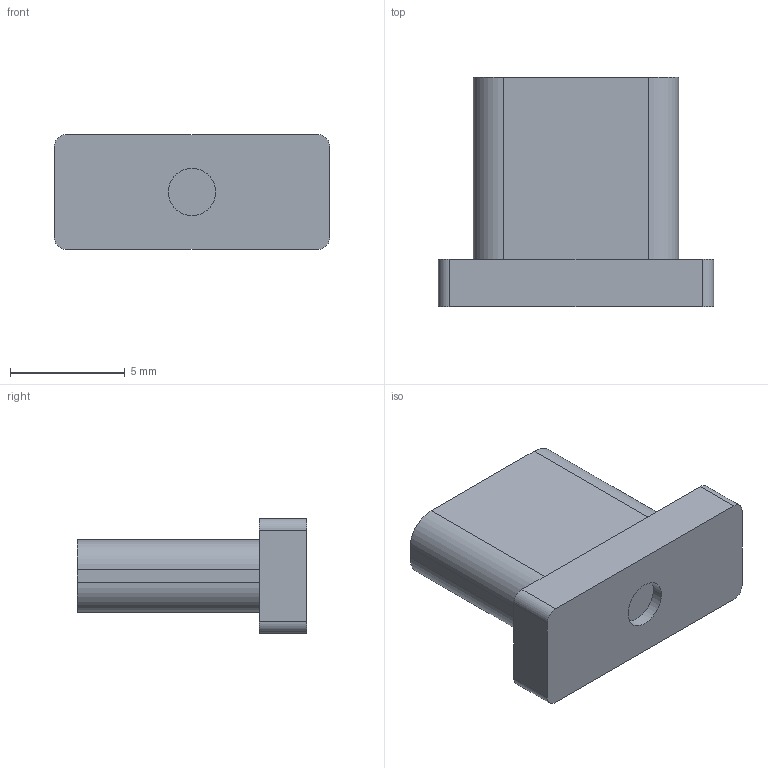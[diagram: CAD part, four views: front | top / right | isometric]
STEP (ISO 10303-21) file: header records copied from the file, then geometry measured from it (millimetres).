
FILE_DESCRIPTION(('FreeCAD Model'),'2;1');
FILE_NAME('Open CASCADE Shape Model','2024-05-30T13:24:26',(''),(''), 'Open CASCADE STEP processor 7.6','FreeCAD','Unknown');
FILE_SCHEMA(('AUTOMOTIVE_DESIGN_CC2 { 1 2 10303 214 -1 1 5 4 }'));
Length unit declared in the file: millimetre
Products named in the file (4): Part; Body; Body001; Body002
Assembly tree (3 placements, depth 2):
  Part
    Body
    Body001
    Body002
Bounding box: 12 x 10 x 5 mm (x, y, z)
Volume: 208.1 mm3; surface area: 696.2 mm2
Topology: 3 solids, 3 shells, 121 faces, 342 edges, 228 vertices
Faces by surface type: plane 103, cylinder 14, cone 4
Entity records: 3970 total; most frequent: CARTESIAN_POINT 695, ORIENTED_EDGE 684, DIRECTION 628, EDGE_CURVE 342, LINE 306, VECTOR 306, VERTEX_POINT 228, AXIS2_PLACEMENT_3D 161
